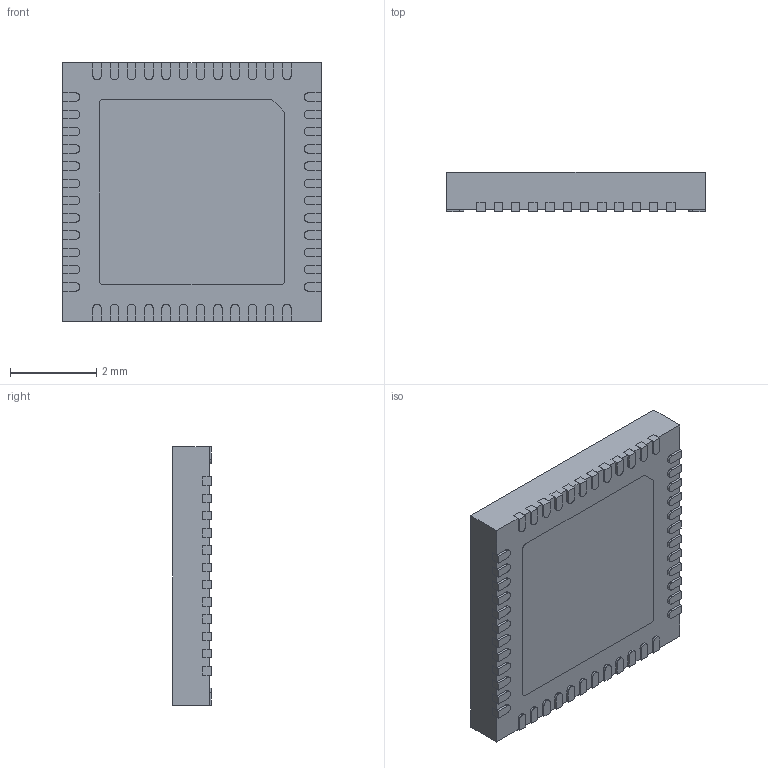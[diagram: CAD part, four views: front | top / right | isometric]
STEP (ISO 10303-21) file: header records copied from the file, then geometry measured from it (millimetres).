
FILE_DESCRIPTION (( 'STEP AP214' ), '1' );
FILE_NAME ('ESP32-D0WDQ6.STEP', '2018-07-24T13:24:20', ( '' ), ( '' ), 'SwSTEP 2.0', 'SolidWorks 2017', '' );
FILE_SCHEMA (( 'AUTOMOTIVE_DESIGN' ));
Length unit declared in the file: millimetre
Products named in the file (1): ESP32-D0WDQ6
Bounding box: 6 x 0.9 x 6 mm (x, y, z)
Volume: 30.8 mm3; surface area: 156.6 mm2
Topology: 51 solids, 51 shells, 536 faces, 1296 edges, 864 vertices
Faces by surface type: plane 406, cylinder 130
Entity records: 16044 total; most frequent: CARTESIAN_POINT 2697, DIRECTION 2630, ORIENTED_EDGE 2592, EDGE_CURVE 1296, LINE 1036, VECTOR 1036, VERTEX_POINT 864, AXIS2_PLACEMENT_3D 797
